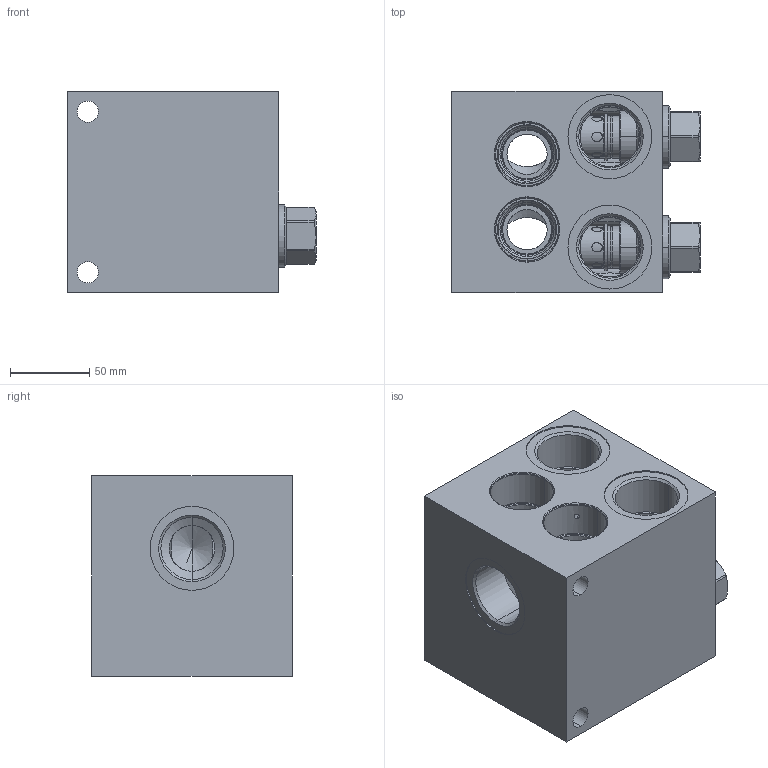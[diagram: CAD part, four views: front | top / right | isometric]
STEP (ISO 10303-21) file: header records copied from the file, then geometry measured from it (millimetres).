
FILE_DESCRIPTION((''),'2;1');
FILE_NAME('HMY_ASM','2019-10-15T',('ProEService'),(''),'PRO/ENGINEER BY PARAMETRIC TECHNOLOGY CORPORATION, 2014200','PRO/ENGINEER BY PARAMETRIC TECHNOLOGY CORPORATION, 2014200','');
FILE_SCHEMA(('CONFIG_CONTROL_DESIGN'));
Length unit declared in the file: inch
Products named in the file (3): 151-179-006; CXGDXCN; HMY_ASM
Assembly tree (3 placements, depth 2):
  HMY_ASM
    151-179-006
    CXGDXCN  x2
Bounding box: 157.18 x 127 x 127 mm (x, y, z)
Volume: 1631130 mm3; surface area: 200752 mm2
Topology: 5 solids, 5 shells, 509 faces, 1490 edges, 1153 vertices
Faces by surface type: cylinder 242, cone 120, plane 83, torus 52, revolution 12
Entity records: 14197 total; most frequent: CARTESIAN_POINT 4618, DIRECTION 2073, ORIENTED_EDGE 1588, EDGE_CURVE 794, AXIS2_PLACEMENT_3D 750, VECTOR 567, LINE 567, VERTEX_POINT 482
